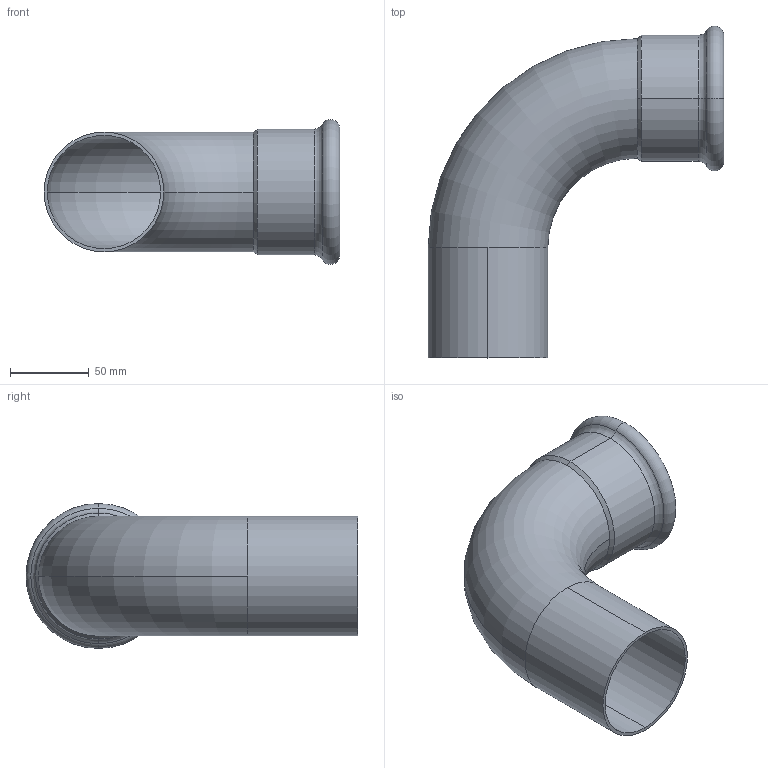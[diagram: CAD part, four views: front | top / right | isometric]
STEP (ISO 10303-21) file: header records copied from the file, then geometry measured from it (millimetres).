
FILE_DESCRIPTION (( 'STEP AP203' ), '1' );
FILE_NAME ('3D_P703_76.1_141119570.STEP', '2024-11-16T11:28:51', ( '' ), ( '' ), 'SwSTEP 2.0', 'SolidWorks 2023', '' );
FILE_SCHEMA (( 'CONFIG_CONTROL_DESIGN' ));
Length unit declared in the file: millimetre
Products named in the file (1): 3D_P703_76.1_141119570
Bounding box: 188.05 x 211.05 x 92.1 mm (x, y, z)
Volume: 132457.3 mm3; surface area: 133563.3 mm2
Topology: 1 solids, 1 shells, 27 faces, 62 edges, 36 vertices
Faces by surface type: torus 12, cylinder 8, cone 6, plane 1
Entity records: 857 total; most frequent: DIRECTION 166, CARTESIAN_POINT 126, ORIENTED_EDGE 124, AXIS2_PLACEMENT_3D 76, EDGE_CURVE 62, CIRCLE 48, VERTEX_POINT 36, EDGE_LOOP 28
